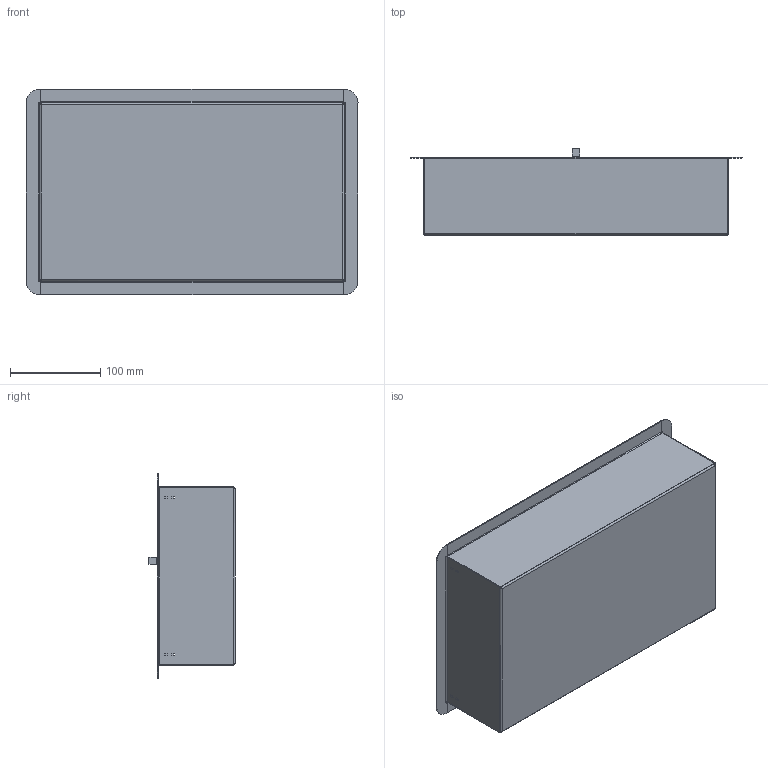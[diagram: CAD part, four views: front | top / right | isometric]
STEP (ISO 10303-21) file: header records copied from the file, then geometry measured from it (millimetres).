
FILE_DESCRIPTION (( 'STEP AP203' ), '1' );
FILE_NAME ('QII.STEP', '2014-05-13T08:05:48', ( '' ), ( '' ), 'SwSTEP 2.0', 'SolidWorks 2014', '' );
FILE_SCHEMA (( 'CONFIG_CONTROL_DESIGN' ));
Length unit declared in the file: millimetre
Products named in the file (1): QII
Bounding box: 367 x 95.17 x 227 mm (x, y, z)
Surface area: 358093.4 mm2 (no closed solid volume)
Topology: 0 solids, 20 shells, 125 faces, 1027 edges, 917 vertices
Faces by surface type: plane 95, cylinder 22, bspline 8
Entity records: 9877 total; most frequent: CARTESIAN_POINT 2643, DIRECTION 1276, ORIENTED_EDGE 1225, EDGE_CURVE 1027, VECTOR 948, LINE 948, VERTEX_POINT 917, AXIS2_PLACEMENT_3D 164
